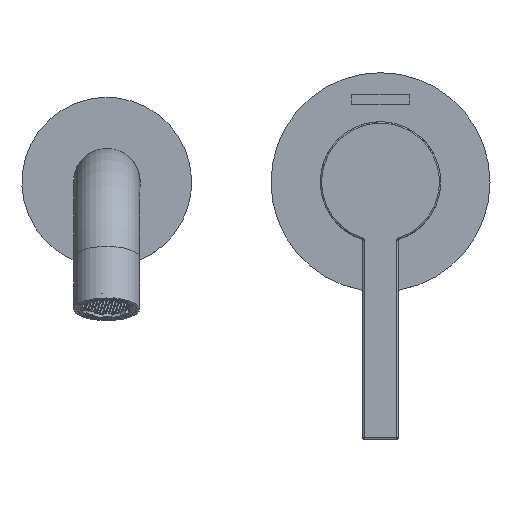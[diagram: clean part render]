
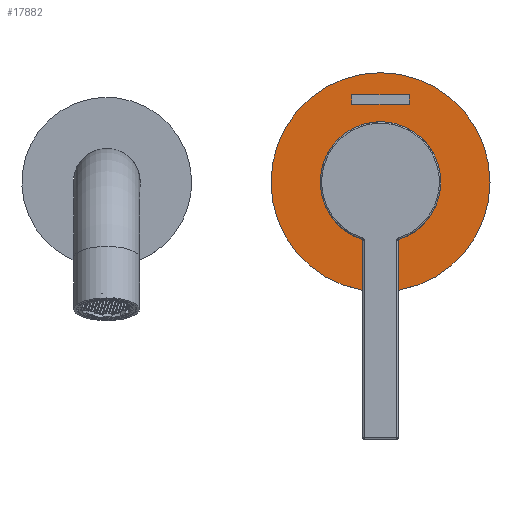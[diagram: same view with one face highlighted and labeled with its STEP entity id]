
A CAD part, top view. The second image highlights one B-rep face of the part: STEP entity #17882.
In plain terms, the highlighted planar face has unit normal (0, 0, 1).
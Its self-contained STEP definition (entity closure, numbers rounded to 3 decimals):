
#129 = DIRECTION ( 'NONE',  ( 0., 0., 1. ) ) ;
#1009 = ORIENTED_EDGE ( 'NONE', *, *, #37669, .F. ) ;
#1702 = CARTESIAN_POINT ( 'NONE',  ( -33.675, 24.686, 68.5 ) ) ;
#1729 = EDGE_CURVE ( 'NONE', #16938, #30558, #34849, .T. ) ;
#2048 = ORIENTED_EDGE ( 'NONE', *, *, #36598, .F. ) ;
#2130 = VERTEX_POINT ( 'NONE', #33472 ) ;
#2674 = EDGE_CURVE ( 'NONE', #30558, #31011, #10267, .T. ) ;
#2873 = CARTESIAN_POINT ( 'NONE',  ( -23.175, -3.714, 68.5 ) ) ;
#6103 = CARTESIAN_POINT ( 'NONE',  ( -33.675, -3.714, 68.5 ) ) ;
#6935 = EDGE_LOOP ( 'NONE', ( #34151, #36027, #32155, #24668 ) ) ;
#7011 = PLANE ( 'NONE',  #31193 ) ;
#8339 = LINE ( 'NONE', #14316, #35298 ) ;
#8894 = DIRECTION ( 'NONE',  ( 1., 0., 0. ) ) ;
#9426 = LINE ( 'NONE', #14893, #20417 ) ;
#9819 = EDGE_CURVE ( 'NONE', #31011, #23260, #8339, .T. ) ;
#9962 = CIRCLE ( 'NONE', #17316, 40. ) ;
#10021 = EDGE_LOOP ( 'NONE', ( #2048 ) ) ;
#10267 = LINE ( 'NONE', #1702, #13918 ) ;
#10629 = DIRECTION ( 'NONE',  ( -1., 0., 0. ) ) ;
#12364 = CARTESIAN_POINT ( 'NONE',  ( -23.175, 28.286, 68.5 ) ) ;
#13918 = VECTOR ( 'NONE', #21977, 1000. ) ;
#14020 = FACE_BOUND ( 'NONE', #6935, .T. ) ;
#14316 = CARTESIAN_POINT ( 'NONE',  ( -44.175, -3.714, 68.5 ) ) ;
#14893 = CARTESIAN_POINT ( 'NONE',  ( -33.675, 28.286, 68.5 ) ) ;
#15875 = FACE_BOUND ( 'NONE', #10021, .T. ) ;
#16938 = VERTEX_POINT ( 'NONE', #12364 ) ;
#17052 = CARTESIAN_POINT ( 'NONE',  ( -23.175, 24.686, 68.5 ) ) ;
#17316 = AXIS2_PLACEMENT_3D ( 'NONE', #25785, #28091, #10629 ) ;
#17375 = DIRECTION ( 'NONE',  ( 1., 0., 0. ) ) ;
#17882 = ADVANCED_FACE ( 'NONE', ( #14020, #15875, #35498 ), #7011, .F. ) ;
#18286 = DIRECTION ( 'NONE',  ( -1., 0., 0. ) ) ;
#20417 = VECTOR ( 'NONE', #8894, 1000. ) ;
#20502 = DIRECTION ( 'NONE',  ( 0., -1., 0. ) ) ;
#21589 = DIRECTION ( 'NONE',  ( 0., 0., -1. ) ) ;
#21977 = DIRECTION ( 'NONE',  ( -1., 0., 0. ) ) ;
#22152 = AXIS2_PLACEMENT_3D ( 'NONE', #6103, #129, #17375 ) ;
#23260 = VERTEX_POINT ( 'NONE', #34963 ) ;
#24668 = ORIENTED_EDGE ( 'NONE', *, *, #1729, .T. ) ;
#25785 = CARTESIAN_POINT ( 'NONE',  ( -33.675, -3.714, 68.5 ) ) ;
#26893 = DIRECTION ( 'NONE',  ( 0., 1., 0. ) ) ;
#27302 = CARTESIAN_POINT ( 'NONE',  ( -33.675, -3.714, 68.5 ) ) ;
#28091 = DIRECTION ( 'NONE',  ( 0., 0., -1. ) ) ;
#29049 = CIRCLE ( 'NONE', #22152, 21.25 ) ;
#30558 = VERTEX_POINT ( 'NONE', #17052 ) ;
#31011 = VERTEX_POINT ( 'NONE', #33480 ) ;
#31193 = AXIS2_PLACEMENT_3D ( 'NONE', #27302, #21589, #18286 ) ;
#32155 = ORIENTED_EDGE ( 'NONE', *, *, #35626, .T. ) ;
#33472 = CARTESIAN_POINT ( 'NONE',  ( -12.425, -3.714, 68.5 ) ) ;
#33480 = CARTESIAN_POINT ( 'NONE',  ( -44.175, 24.686, 68.5 ) ) ;
#33687 = VERTEX_POINT ( 'NONE', #36387 ) ;
#34151 = ORIENTED_EDGE ( 'NONE', *, *, #2674, .T. ) ;
#34849 = LINE ( 'NONE', #2873, #36665 ) ;
#34963 = CARTESIAN_POINT ( 'NONE',  ( -44.175, 28.286, 68.5 ) ) ;
#35298 = VECTOR ( 'NONE', #26893, 1000. ) ;
#35498 = FACE_OUTER_BOUND ( 'NONE', #36224, .T. ) ;
#35626 = EDGE_CURVE ( 'NONE', #23260, #16938, #9426, .T. ) ;
#36027 = ORIENTED_EDGE ( 'NONE', *, *, #9819, .T. ) ;
#36224 = EDGE_LOOP ( 'NONE', ( #1009 ) ) ;
#36387 = CARTESIAN_POINT ( 'NONE',  ( -73.675, -3.714, 68.5 ) ) ;
#36598 = EDGE_CURVE ( 'NONE', #2130, #2130, #29049, .T. ) ;
#36665 = VECTOR ( 'NONE', #20502, 1000. ) ;
#37669 = EDGE_CURVE ( 'NONE', #33687, #33687, #9962, .T. ) ;
